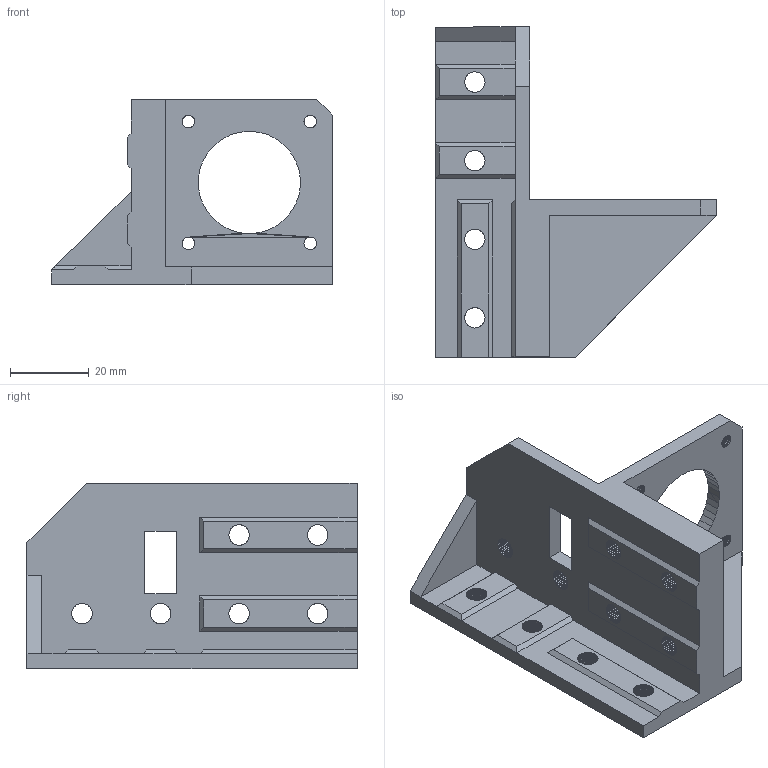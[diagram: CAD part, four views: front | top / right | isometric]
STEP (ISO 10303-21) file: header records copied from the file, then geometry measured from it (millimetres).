
FILE_DESCRIPTION(/* description */ (''),/* implementation_level */ '2;1');
FILE_NAME(/* name */ '1-Motor_Mount_Right.stp',/* time_stamp */ '2017-03-23T13:05:42-04:00',/* author */ ('Tiktiki'),/* organization */ (''),/* preprocessor_version */ 'ST-DEVELOPER v16.1',/* originating_system */ 'Autodesk Inventor 2016',/* authorisation */ '');
FILE_SCHEMA (('AUTOMOTIVE_DESIGN { 1 0 10303 214 3 1 1 }'));
Length unit declared in the file: millimetre
Products named in the file (1): 1-Motor_Mount_Right
Bounding box: 71.5 x 84 x 47.15 mm (x, y, z)
Volume: 39247.7 mm3; surface area: 19749.1 mm2
Topology: 1 solids, 1 shells, 1354 faces, 4026 edges, 2674 vertices
Faces by surface type: plane 1354
Entity records: 44458 total; most frequent: CARTESIAN_POINT 8055, ORIENTED_EDGE 8052, DIRECTION 6736, LINE 4026, VECTOR 4026, EDGE_CURVE 4026, VERTEX_POINT 2674, EDGE_LOOP 1386
